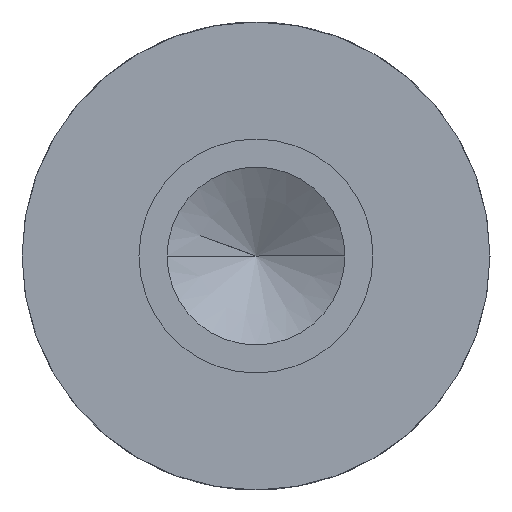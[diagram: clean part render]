
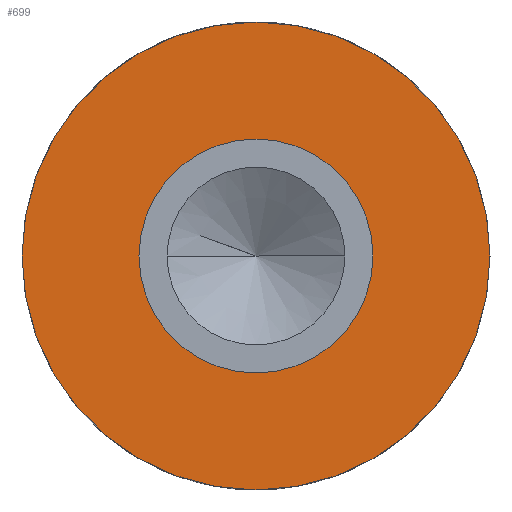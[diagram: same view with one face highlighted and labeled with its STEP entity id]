
A CAD part, left-side view. The second image highlights one B-rep face of the part: STEP entity #699.
In plain terms, the highlighted planar face has unit normal (-1, 0, 0).
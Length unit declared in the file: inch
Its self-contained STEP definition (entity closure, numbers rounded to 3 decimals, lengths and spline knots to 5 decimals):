
#322=CARTESIAN_POINT('',(0.0,-0.125,0.0));
#323=VERTEX_POINT('',#322);
#339=CARTESIAN_POINT('',(0.0,0.125,0.));
#340=VERTEX_POINT('',#339);
#347=CARTESIAN_POINT('',(0.0,0.0,0.0));
#348=DIRECTION('',(1.0,0.0,0.0));
#349=DIRECTION('',(0.0,-1.0,0.0));
#350=AXIS2_PLACEMENT_3D('',#347,#348,#349);
#351=CIRCLE('',#350,0.125);
#352=EDGE_CURVE('',#323,#340,#351,.T.);
#362=CARTESIAN_POINT('',(0.0,0.25,0.0));
#363=VERTEX_POINT('',#362);
#372=CARTESIAN_POINT('',(0.0,-0.25,0.));
#373=VERTEX_POINT('',#372);
#374=CARTESIAN_POINT('',(0.0,0.0,0.0));
#375=DIRECTION('',(1.0,0.0,0.0));
#376=DIRECTION('',(0.0,1.0,0.0));
#377=AXIS2_PLACEMENT_3D('',#374,#375,#376);
#378=CIRCLE('',#377,0.25);
#379=EDGE_CURVE('',#363,#373,#378,.T.);
#547=CARTESIAN_POINT('',(0.0,0.0,0.0));
#548=DIRECTION('',(1.0,0.0,0.0));
#549=DIRECTION('',(0.0,1.0,0.0));
#550=AXIS2_PLACEMENT_3D('',#547,#548,#549);
#551=CIRCLE('',#550,0.25);
#552=EDGE_CURVE('',#373,#363,#551,.T.);
#589=CARTESIAN_POINT('',(0.0,0.0,0.0));
#590=DIRECTION('',(1.0,0.0,0.0));
#591=DIRECTION('',(0.0,-1.0,0.0));
#592=AXIS2_PLACEMENT_3D('',#589,#590,#591);
#593=CIRCLE('',#592,0.125);
#594=EDGE_CURVE('',#340,#323,#593,.T.);
#686=CARTESIAN_POINT('',(0.0,0.125,0.0));
#687=DIRECTION('',(-1.0,0.0,0.0));
#688=DIRECTION('',(0.0,0.0,1.0));
#689=AXIS2_PLACEMENT_3D('',#686,#687,#688);
#690=PLANE('',#689);
#691=ORIENTED_EDGE('',*,*,#379,.F.);
#692=ORIENTED_EDGE('',*,*,#552,.F.);
#693=EDGE_LOOP('',(#691,#692));
#694=FACE_OUTER_BOUND('',#693,.T.);
#695=ORIENTED_EDGE('',*,*,#352,.T.);
#696=ORIENTED_EDGE('',*,*,#594,.T.);
#697=EDGE_LOOP('',(#695,#696));
#698=FACE_BOUND('',#697,.T.);
#699=ADVANCED_FACE('',(#694,#698),#690,.T.);
